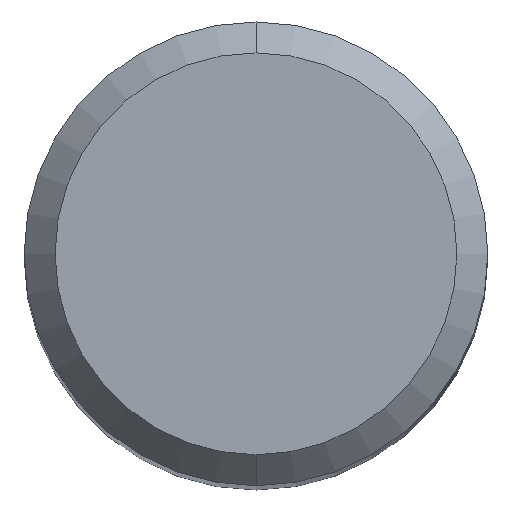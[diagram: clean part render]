
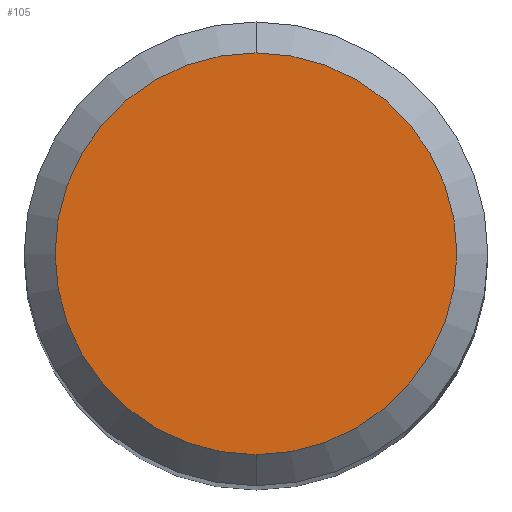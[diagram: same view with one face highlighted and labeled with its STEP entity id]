
A CAD part, top view. The second image highlights one B-rep face of the part: STEP entity #105.
In plain terms, the highlighted planar face has unit normal (0, 0, 1).
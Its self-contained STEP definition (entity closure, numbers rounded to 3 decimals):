
#105=ADVANCED_FACE('',(#256),#257,.T.);
#183=EDGE_CURVE('',#209,#213,#344,.T.);
#205=EDGE_CURVE('',#213,#209,#370,.T.);
#209=VERTEX_POINT('',#374);
#213=VERTEX_POINT('',#378);
#256=FACE_OUTER_BOUND('',#418,.T.);
#257=PLANE('',#419);
#344=CIRCLE('',#534,2.6);
#370=CIRCLE('',#567,2.6);
#374=CARTESIAN_POINT('',(0.,-2.6,0.0));
#378=CARTESIAN_POINT('',(0.0,2.6,0.0));
#418=EDGE_LOOP('',(#607,#608));
#419=AXIS2_PLACEMENT_3D('',#609,#610,#611);
#534=AXIS2_PLACEMENT_3D('',#715,#716,#717);
#567=AXIS2_PLACEMENT_3D('',#761,#762,#763);
#607=ORIENTED_EDGE('',*,*,#205,.F.);
#608=ORIENTED_EDGE('',*,*,#183,.F.);
#609=CARTESIAN_POINT('',(0.0,1.3,0.0));
#610=DIRECTION('',(-0.0,0.0,1.0));
#611=DIRECTION('',(0.0,-1.0,0.0));
#715=CARTESIAN_POINT('',(0.0,0.0,0.0));
#716=DIRECTION('',(0.0,0.0,-1.0));
#717=DIRECTION('',(0.0,1.0,0.0));
#761=CARTESIAN_POINT('',(0.0,0.0,0.0));
#762=DIRECTION('',(0.0,0.0,-1.0));
#763=DIRECTION('',(0.0,1.0,0.0));
